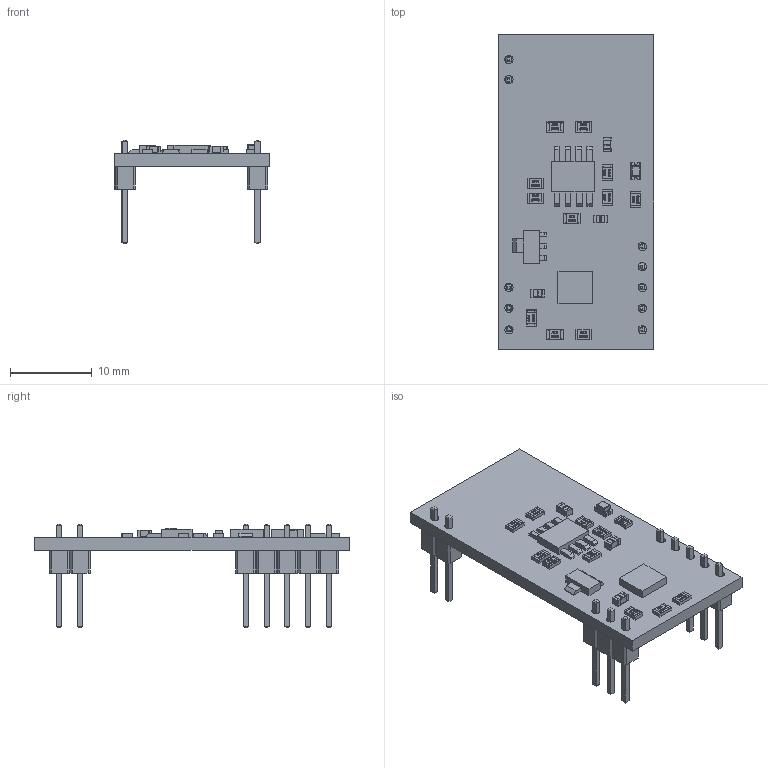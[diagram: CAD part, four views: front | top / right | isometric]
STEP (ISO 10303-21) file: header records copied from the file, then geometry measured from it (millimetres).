
FILE_DESCRIPTION(/* description */ (''),/* implementation_level */ '2;1');
FILE_NAME(/* name */ 'rdm-6300.step.step',/* time_stamp */ '2023-01-11T19:57:19+01:00',/* author */ (''),/* organization */ (''),/* preprocessor_version */ 'ST-DEVELOPER v19.2',/* originating_system */ 'Autodesk Translation Framework v11.17.0.187',/* authorisation */ '');
FILE_SCHEMA (('AUTOMOTIVE_DESIGN { 1 0 10303 214 3 1 1 }'));
Length unit declared in the file: millimetre
Products named in the file (13): RDM6300 v7; SIP 100-2 v1 v1; Pins (1); Case (1); SIP 100-3 v2 v1; Pins; Case; SIP 100-5 v1 v1; Pins (2); Case (2); R0805 v1; 0603Cap v1; CHIPLED_0805 v1
Assembly tree (24 placements, depth 3):
  RDM6300 v7
    SIP 100-2 v1 v1
      Pins (1)
      Case (1)
    SIP 100-3 v2 v1
      Pins
      Case
    SIP 100-5 v1 v1
      Pins (2)
      Case (2)
    R0805 v1  x11
    0603Cap v1  x3
    CHIPLED_0805 v1
Bounding box: 19.05 x 38.5 x 12.7 mm (x, y, z)
Volume: 1437.3 mm3; surface area: 2681.9 mm2
Topology: 53 solids, 53 shells, 3542 faces, 8822 edges, 5402 vertices
Faces by surface type: plane 1428, bspline 1276, cylinder 610, sphere 228
Full cylindrical faces by diameter (mm): 1 x10
Entity records: 24142 total; most frequent: CARTESIAN_POINT 5363, ORIENTED_EDGE 3858, DIRECTION 3253, EDGE_CURVE 1929, LINE 1509, VECTOR 1509, VERTEX_POINT 1214, AXIS2_PLACEMENT_3D 872
